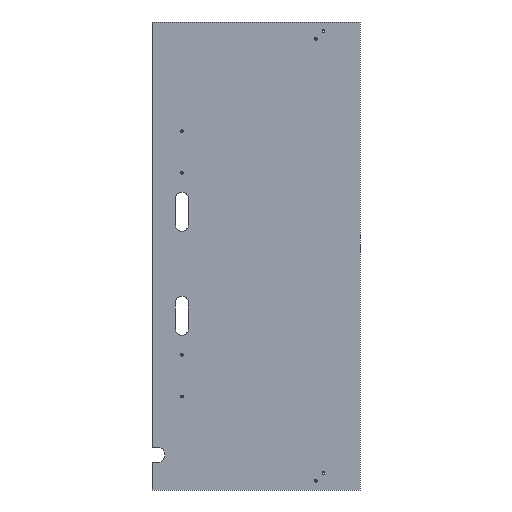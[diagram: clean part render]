
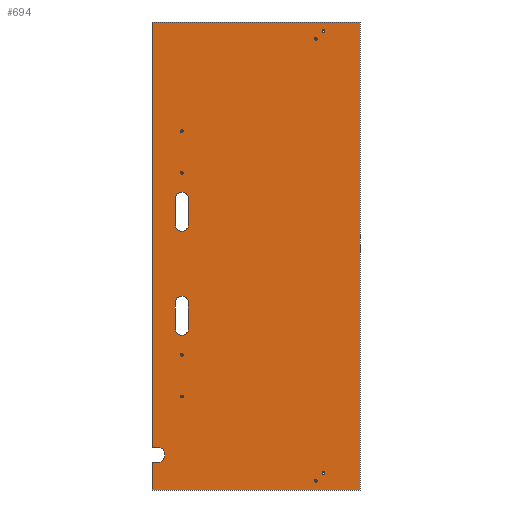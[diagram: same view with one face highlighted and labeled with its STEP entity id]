
A CAD part, front view. The second image highlights one B-rep face of the part: STEP entity #694.
In plain terms, the highlighted planar face has unit normal (0, -1, 0).
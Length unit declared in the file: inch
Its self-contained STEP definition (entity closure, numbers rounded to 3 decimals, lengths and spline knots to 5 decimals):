
#62=FACE_BOUND('',#200,.T.);
#63=FACE_BOUND('',#201,.T.);
#64=FACE_BOUND('',#202,.T.);
#65=FACE_BOUND('',#203,.T.);
#66=FACE_BOUND('',#204,.T.);
#67=FACE_BOUND('',#205,.T.);
#68=FACE_BOUND('',#206,.T.);
#69=FACE_BOUND('',#207,.T.);
#70=FACE_BOUND('',#208,.T.);
#71=FACE_BOUND('',#209,.T.);
#106=CIRCLE('',#745,0.75);
#107=CIRCLE('',#746,0.1005);
#108=CIRCLE('',#747,0.1005);
#109=CIRCLE('',#748,0.1005);
#110=CIRCLE('',#749,0.1005);
#111=CIRCLE('',#750,0.1005);
#112=CIRCLE('',#751,0.1005);
#113=CIRCLE('',#752,0.1005);
#114=CIRCLE('',#753,0.1005);
#115=CIRCLE('',#754,0.625);
#116=CIRCLE('',#755,0.625);
#117=CIRCLE('',#756,0.625);
#118=CIRCLE('',#757,0.625);
#157=FACE_OUTER_BOUND('',#199,.T.);
#199=EDGE_LOOP('',(#524,#525,#526,#527,#528,#529,#530,#531));
#200=EDGE_LOOP('',(#532));
#201=EDGE_LOOP('',(#533));
#202=EDGE_LOOP('',(#534));
#203=EDGE_LOOP('',(#535));
#204=EDGE_LOOP('',(#536));
#205=EDGE_LOOP('',(#537));
#206=EDGE_LOOP('',(#538));
#207=EDGE_LOOP('',(#539));
#208=EDGE_LOOP('',(#540,#541,#542,#543));
#209=EDGE_LOOP('',(#544,#545,#546,#547));
#284=LINE('',#1063,#322);
#288=LINE('',#1074,#326);
#289=LINE('',#1075,#327);
#290=LINE('',#1077,#328);
#291=LINE('',#1079,#329);
#292=LINE('',#1081,#330);
#293=LINE('',#1082,#331);
#294=LINE('',#1103,#332);
#295=LINE('',#1106,#333);
#296=LINE('',#1111,#334);
#297=LINE('',#1114,#335);
#322=VECTOR('',#839,20.);
#326=VECTOR('',#847,0.5);
#327=VECTOR('',#848,2.625);
#328=VECTOR('',#849,45.);
#329=VECTOR('',#850,20.);
#330=VECTOR('',#851,40.875);
#331=VECTOR('',#852,0.5);
#332=VECTOR('',#871,2.5);
#333=VECTOR('',#874,2.5);
#334=VECTOR('',#877,2.5);
#335=VECTOR('',#880,2.5);
#360=VERTEX_POINT('',#1061);
#361=VERTEX_POINT('',#1062);
#364=VERTEX_POINT('',#1070);
#365=VERTEX_POINT('',#1071);
#366=VERTEX_POINT('',#1073);
#367=VERTEX_POINT('',#1076);
#368=VERTEX_POINT('',#1078);
#369=VERTEX_POINT('',#1080);
#370=VERTEX_POINT('',#1083);
#371=VERTEX_POINT('',#1085);
#372=VERTEX_POINT('',#1087);
#373=VERTEX_POINT('',#1089);
#374=VERTEX_POINT('',#1091);
#375=VERTEX_POINT('',#1093);
#376=VERTEX_POINT('',#1095);
#377=VERTEX_POINT('',#1097);
#378=VERTEX_POINT('',#1099);
#379=VERTEX_POINT('',#1100);
#380=VERTEX_POINT('',#1102);
#381=VERTEX_POINT('',#1104);
#382=VERTEX_POINT('',#1107);
#383=VERTEX_POINT('',#1108);
#384=VERTEX_POINT('',#1110);
#385=VERTEX_POINT('',#1112);
#432=EDGE_CURVE('',#360,#361,#284,.T.);
#436=EDGE_CURVE('',#364,#365,#106,.T.);
#437=EDGE_CURVE('',#364,#366,#288,.T.);
#438=EDGE_CURVE('',#366,#361,#289,.T.);
#439=EDGE_CURVE('',#367,#360,#290,.T.);
#440=EDGE_CURVE('',#367,#368,#291,.T.);
#441=EDGE_CURVE('',#368,#369,#292,.T.);
#442=EDGE_CURVE('',#365,#369,#293,.T.);
#443=EDGE_CURVE('',#370,#370,#107,.T.);
#444=EDGE_CURVE('',#371,#371,#108,.T.);
#445=EDGE_CURVE('',#372,#372,#109,.T.);
#446=EDGE_CURVE('',#373,#373,#110,.T.);
#447=EDGE_CURVE('',#374,#374,#111,.T.);
#448=EDGE_CURVE('',#375,#375,#112,.T.);
#449=EDGE_CURVE('',#376,#376,#113,.T.);
#450=EDGE_CURVE('',#377,#377,#114,.T.);
#451=EDGE_CURVE('',#378,#379,#115,.T.);
#452=EDGE_CURVE('',#380,#378,#294,.T.);
#453=EDGE_CURVE('',#381,#380,#116,.T.);
#454=EDGE_CURVE('',#379,#381,#295,.T.);
#455=EDGE_CURVE('',#382,#383,#117,.T.);
#456=EDGE_CURVE('',#384,#382,#296,.T.);
#457=EDGE_CURVE('',#385,#384,#118,.T.);
#458=EDGE_CURVE('',#383,#385,#297,.T.);
#524=ORIENTED_EDGE('',*,*,#436,.F.);
#525=ORIENTED_EDGE('',*,*,#437,.T.);
#526=ORIENTED_EDGE('',*,*,#438,.T.);
#527=ORIENTED_EDGE('',*,*,#432,.F.);
#528=ORIENTED_EDGE('',*,*,#439,.F.);
#529=ORIENTED_EDGE('',*,*,#440,.T.);
#530=ORIENTED_EDGE('',*,*,#441,.T.);
#531=ORIENTED_EDGE('',*,*,#442,.F.);
#532=ORIENTED_EDGE('',*,*,#443,.F.);
#533=ORIENTED_EDGE('',*,*,#444,.F.);
#534=ORIENTED_EDGE('',*,*,#445,.F.);
#535=ORIENTED_EDGE('',*,*,#446,.F.);
#536=ORIENTED_EDGE('',*,*,#447,.F.);
#537=ORIENTED_EDGE('',*,*,#448,.F.);
#538=ORIENTED_EDGE('',*,*,#449,.F.);
#539=ORIENTED_EDGE('',*,*,#450,.F.);
#540=ORIENTED_EDGE('',*,*,#451,.F.);
#541=ORIENTED_EDGE('',*,*,#452,.F.);
#542=ORIENTED_EDGE('',*,*,#453,.F.);
#543=ORIENTED_EDGE('',*,*,#454,.F.);
#544=ORIENTED_EDGE('',*,*,#455,.F.);
#545=ORIENTED_EDGE('',*,*,#456,.F.);
#546=ORIENTED_EDGE('',*,*,#457,.F.);
#547=ORIENTED_EDGE('',*,*,#458,.F.);
#681=PLANE('',#744);
#694=ADVANCED_FACE('',(#157,#62,#63,#64,#65,#66,#67,#68,#69,#70,#71),#681,
 .T.);
#744=AXIS2_PLACEMENT_3D('',#1069,#843,#844);
#745=AXIS2_PLACEMENT_3D('',#1072,#845,#846);
#746=AXIS2_PLACEMENT_3D('',#1084,#853,#854);
#747=AXIS2_PLACEMENT_3D('',#1086,#855,#856);
#748=AXIS2_PLACEMENT_3D('',#1088,#857,#858);
#749=AXIS2_PLACEMENT_3D('',#1090,#859,#860);
#750=AXIS2_PLACEMENT_3D('',#1092,#861,#862);
#751=AXIS2_PLACEMENT_3D('',#1094,#863,#864);
#752=AXIS2_PLACEMENT_3D('',#1096,#865,#866);
#753=AXIS2_PLACEMENT_3D('',#1098,#867,#868);
#754=AXIS2_PLACEMENT_3D('',#1101,#869,#870);
#755=AXIS2_PLACEMENT_3D('',#1105,#872,#873);
#756=AXIS2_PLACEMENT_3D('',#1109,#875,#876);
#757=AXIS2_PLACEMENT_3D('',#1113,#878,#879);
#839=DIRECTION('',(-1.,0.,0.));
#843=DIRECTION('center_axis',(0.,-1.,0.));
#844=DIRECTION('ref_axis',(1.,0.,0.));
#845=DIRECTION('center_axis',(0.,-1.,0.));
#846=DIRECTION('ref_axis',(0.,0.,-1.));
#847=DIRECTION('',(-1.,0.,0.));
#848=DIRECTION('',(0.,0.,-1.));
#849=DIRECTION('',(0.,0.,-1.));
#850=DIRECTION('',(-1.,0.,0.));
#851=DIRECTION('',(0.,0.,-1.));
#852=DIRECTION('',(-1.,0.,0.));
#853=DIRECTION('center_axis',(0.,-1.,0.));
#854=DIRECTION('ref_axis',(-1.,0.,0.));
#855=DIRECTION('center_axis',(0.,-1.,0.));
#856=DIRECTION('ref_axis',(-1.,0.,0.));
#857=DIRECTION('center_axis',(0.,-1.,0.));
#858=DIRECTION('ref_axis',(-1.,0.,0.));
#859=DIRECTION('center_axis',(0.,-1.,0.));
#860=DIRECTION('ref_axis',(-1.,0.,0.));
#861=DIRECTION('center_axis',(0.,-1.,0.));
#862=DIRECTION('ref_axis',(-1.,0.,0.));
#863=DIRECTION('center_axis',(0.,-1.,0.));
#864=DIRECTION('ref_axis',(-1.,0.,0.));
#865=DIRECTION('center_axis',(0.,-1.,0.));
#866=DIRECTION('ref_axis',(-1.,0.,0.));
#867=DIRECTION('center_axis',(0.,-1.,0.));
#868=DIRECTION('ref_axis',(-1.,0.,0.));
#869=DIRECTION('center_axis',(0.,-1.,0.));
#870=DIRECTION('ref_axis',(1.,0.,0.));
#871=DIRECTION('',(0.,0.,1.));
#872=DIRECTION('center_axis',(0.,-1.,0.));
#873=DIRECTION('ref_axis',(-1.,0.,0.));
#874=DIRECTION('',(0.,0.,-1.));
#875=DIRECTION('center_axis',(0.,-1.,0.));
#876=DIRECTION('ref_axis',(1.,0.,0.));
#877=DIRECTION('',(0.,0.,1.));
#878=DIRECTION('center_axis',(0.,-1.,0.));
#879=DIRECTION('ref_axis',(-1.,0.,0.));
#880=DIRECTION('',(0.,0.,-1.));
#1061=CARTESIAN_POINT('',(10.,0.,-22.5));
#1062=CARTESIAN_POINT('',(-10.,0.,-22.5));
#1063=CARTESIAN_POINT('',(10.,0.,-22.5));
#1069=CARTESIAN_POINT('Origin',(-10.,0.,-22.5));
#1070=CARTESIAN_POINT('',(-9.5,0.,-19.875));
#1071=CARTESIAN_POINT('',(-9.5,0.,-18.375));
#1072=CARTESIAN_POINT('Origin',(-9.5,0.,-19.125));
#1073=CARTESIAN_POINT('',(-10.,0.,-19.875));
#1074=CARTESIAN_POINT('',(-9.5,0.,-19.875));
#1075=CARTESIAN_POINT('',(-10.,0.,-19.875));
#1076=CARTESIAN_POINT('',(10.,0.,22.5));
#1077=CARTESIAN_POINT('',(10.,0.,22.5));
#1078=CARTESIAN_POINT('',(-10.,0.,22.5));
#1079=CARTESIAN_POINT('',(10.,0.,22.5));
#1080=CARTESIAN_POINT('',(-10.,0.,-18.375));
#1081=CARTESIAN_POINT('',(-10.,0.,22.5));
#1082=CARTESIAN_POINT('',(-9.5,0.,-18.375));
#1083=CARTESIAN_POINT('',(-7.0245,0.,8.));
#1084=CARTESIAN_POINT('Origin',(-7.125,0.,8.));
#1085=CARTESIAN_POINT('',(-7.2255,0.,-9.5));
#1086=CARTESIAN_POINT('Origin',(-7.125,0.,-9.5));
#1087=CARTESIAN_POINT('',(-7.2255,0.,-13.5));
#1088=CARTESIAN_POINT('Origin',(-7.125,0.,-13.5));
#1089=CARTESIAN_POINT('',(6.6005,0.,21.625));
#1090=CARTESIAN_POINT('Origin',(6.5,0.,21.625));
#1091=CARTESIAN_POINT('',(5.8505,0.,20.875));
#1092=CARTESIAN_POINT('Origin',(5.75,0.,20.875));
#1093=CARTESIAN_POINT('',(-7.0245,0.,12.));
#1094=CARTESIAN_POINT('Origin',(-7.125,0.,12.));
#1095=CARTESIAN_POINT('',(5.8505,0.,-21.625));
#1096=CARTESIAN_POINT('Origin',(5.75,0.,-21.625));
#1097=CARTESIAN_POINT('',(6.6005,0.,-20.875));
#1098=CARTESIAN_POINT('Origin',(6.5,0.,-20.875));
#1099=CARTESIAN_POINT('',(-6.5,0.,5.5));
#1100=CARTESIAN_POINT('',(-7.75,0.,5.5));
#1101=CARTESIAN_POINT('Origin',(-7.125,0.,5.5));
#1102=CARTESIAN_POINT('',(-6.5,0.,3.));
#1103=CARTESIAN_POINT('',(-6.5,0.,3.));
#1104=CARTESIAN_POINT('',(-7.75,0.,3.));
#1105=CARTESIAN_POINT('Origin',(-7.125,0.,3.));
#1106=CARTESIAN_POINT('',(-7.75,0.,5.5));
#1107=CARTESIAN_POINT('',(-6.5,0.,-4.5));
#1108=CARTESIAN_POINT('',(-7.75,0.,-4.5));
#1109=CARTESIAN_POINT('Origin',(-7.125,0.,-4.5));
#1110=CARTESIAN_POINT('',(-6.5,0.,-7.));
#1111=CARTESIAN_POINT('',(-6.5,0.,-7.));
#1112=CARTESIAN_POINT('',(-7.75,0.,-7.));
#1113=CARTESIAN_POINT('Origin',(-7.125,0.,-7.));
#1114=CARTESIAN_POINT('',(-7.75,0.,-4.5));
